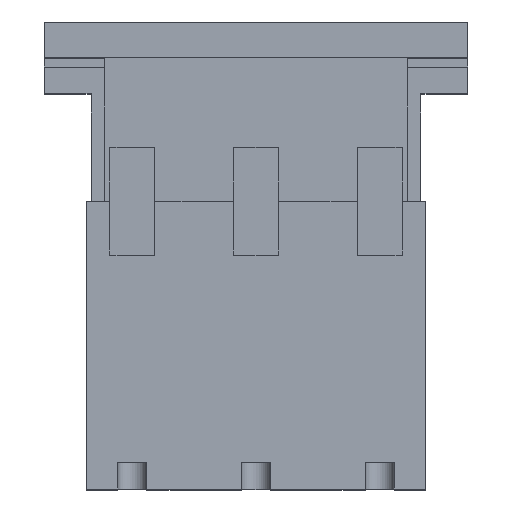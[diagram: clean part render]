
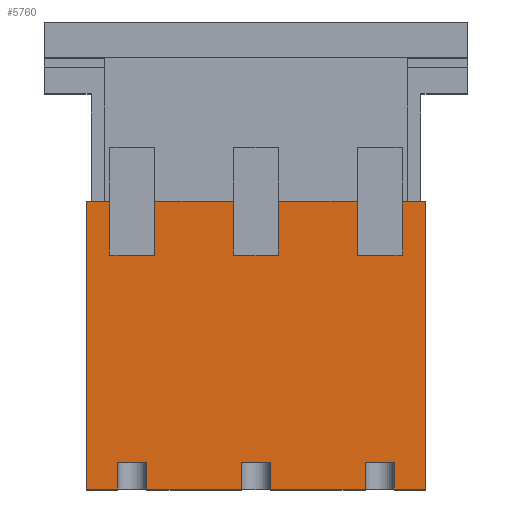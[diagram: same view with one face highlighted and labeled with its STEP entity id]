
A CAD part, top view. The second image highlights one B-rep face of the part: STEP entity #5760.
In plain terms, the highlighted planar face has unit normal (0, 0, 1).
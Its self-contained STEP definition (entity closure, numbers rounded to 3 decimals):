
#5060=CARTESIAN_POINT('POINT61851',(4.128,-124.714,
   78.994));
#5061=VERTEX_POINT('VERTEX61851',#5060);
#5062=CARTESIAN_POINT('POINT61852',(4.128,-132.334,
   78.994));
#5063=VERTEX_POINT('VERTEX61852',#5062);
#5064=CARTESIAN_POINT('POS111185',(4.128,-97.346,78.994
   ));
#5065=DIRECTION('DIR153731',(0.,-1.,0.));
#5066=VECTOR('VEC68639',#5065,25.4);
#5067=LINE('STRAIGHT68639',#5064,#5066);
#5068=EDGE_CURVE('EDGE92691',#5061,#5063,#5067,.T.);
#5097=CARTESIAN_POINT('POINT61853',(-4.128,-124.714,
   78.994));
#5098=VERTEX_POINT('VERTEX61853',#5097);
#5099=CARTESIAN_POINT('POS111189',(0.,-124.714,78.994));
#5100=DIRECTION('DIR153736',(1.,0.,0.));
#5101=VECTOR('VEC68642',#5100,25.4);
#5102=LINE('STRAIGHT68642',#5099,#5101);
#5103=EDGE_CURVE('EDGE92694',#5098,#5061,#5102,.T.);
#5119=CARTESIAN_POINT('POINT61854',(-4.128,-132.334,
   78.994));
#5120=VERTEX_POINT('VERTEX61854',#5119);
#5121=CARTESIAN_POINT('POS111192',(-4.128,-97.346,
   78.994));
#5122=DIRECTION('DIR153740',(0.,1.,0.));
#5123=VECTOR('VEC68644',#5122,25.4);
#5124=LINE('STRAIGHT68644',#5121,#5123);
#5125=EDGE_CURVE('EDGE92696',#5120,#5098,#5124,.T.);
#5143=CARTESIAN_POINT('POINT61855',(-48.006,-50.8,78.994)
   );
#5144=VERTEX_POINT('VERTEX61855',#5143);
#5153=CARTESIAN_POINT('POINT61856',(-48.006,-132.334,
   78.994));
#5154=VERTEX_POINT('VERTEX61856',#5153);
#5161=CARTESIAN_POINT('POS111197',(-48.006,-66.167,78.994
   ));
#5162=DIRECTION('DIR153746',(0.,-1.,0.));
#5163=VECTOR('VEC68648',#5162,25.4);
#5164=LINE('STRAIGHT68648',#5161,#5163);
#5165=EDGE_CURVE('EDGE92700',#5144,#5154,#5164,.T.);
#5175=CARTESIAN_POINT('POINT61857',(-41.402,-50.8,78.994)
   );
#5176=VERTEX_POINT('VERTEX61857',#5175);
#5188=CARTESIAN_POINT('POS111200',(0.,-50.8,78.994));
#5189=DIRECTION('DIR153750',(-1.,0.,0.));
#5190=VECTOR('VEC68650',#5189,25.4);
#5191=LINE('STRAIGHT68650',#5188,#5190);
#5192=EDGE_CURVE('EDGE92702',#5176,#5144,#5191,.T.);
#5203=CARTESIAN_POINT('POINT61858',(-41.402,-66.04,78.994
   ));
#5204=VERTEX_POINT('VERTEX61858',#5203);
#5205=CARTESIAN_POINT('POS111202',(-41.402,-58.484,
   78.994));
#5206=DIRECTION('DIR153753',(0.,1.,0.));
#5207=VECTOR('VEC68651',#5206,25.4);
#5208=LINE('STRAIGHT68651',#5205,#5207);
#5209=EDGE_CURVE('EDGE92703',#5204,#5176,#5208,.T.);
#5229=CARTESIAN_POINT('POINT61859',(-28.702,-66.04,78.994
   ));
#5230=VERTEX_POINT('VERTEX61859',#5229);
#5231=CARTESIAN_POINT('POS111205',(-17.526,-66.04,78.994)
   );
#5232=DIRECTION('DIR153757',(-1.,0.,0.));
#5233=VECTOR('VEC68653',#5232,25.4);
#5234=LINE('STRAIGHT68653',#5231,#5233);
#5235=EDGE_CURVE('EDGE92705',#5230,#5204,#5234,.T.);
#5252=CARTESIAN_POINT('POINT61860',(-28.702,-50.8,78.994)
   );
#5253=VERTEX_POINT('VERTEX61860',#5252);
#5264=CARTESIAN_POINT('POS111209',(-28.702,-58.484,
   78.994));
#5265=DIRECTION('DIR153762',(0.,-1.,0.));
#5266=VECTOR('VEC68656',#5265,25.4);
#5267=LINE('STRAIGHT68656',#5264,#5266);
#5268=EDGE_CURVE('EDGE92708',#5253,#5230,#5267,.T.);
#5278=CARTESIAN_POINT('POINT61861',(-6.35,-50.8,78.994));
#5279=VERTEX_POINT('VERTEX61861',#5278);
#5288=EDGE_CURVE('EDGE92710',#5279,#5253,#5191,.T.);
#5295=CARTESIAN_POINT('POINT61862',(-6.35,-66.04,78.994))
   ;
#5296=VERTEX_POINT('VERTEX61862',#5295);
#5297=CARTESIAN_POINT('POS111212',(-6.35,-58.484,78.994)
   );
#5298=DIRECTION('DIR153766',(0.,1.,0.));
#5299=VECTOR('VEC68658',#5298,25.4);
#5300=LINE('STRAIGHT68658',#5297,#5299);
#5301=EDGE_CURVE('EDGE92711',#5296,#5279,#5300,.T.);
#5320=CARTESIAN_POINT('POINT61863',(6.35,-66.04,78.994));
#5321=VERTEX_POINT('VERTEX61863',#5320);
#5322=CARTESIAN_POINT('POS111215',(0.,-66.04,78.994));
#5323=DIRECTION('DIR153770',(-1.,0.,0.));
#5324=VECTOR('VEC68660',#5323,25.4);
#5325=LINE('STRAIGHT68660',#5322,#5324);
#5326=EDGE_CURVE('EDGE92713',#5321,#5296,#5325,.T.);
#5347=CARTESIAN_POINT('POINT61864',(6.35,-50.8,78.994));
#5348=VERTEX_POINT('VERTEX61864',#5347);
#5349=CARTESIAN_POINT('POS111218',(6.35,-58.484,78.994))
   ;
#5350=DIRECTION('DIR153774',(0.,-1.,0.));
#5351=VECTOR('VEC68662',#5350,25.4);
#5352=LINE('STRAIGHT68662',#5349,#5351);
#5353=EDGE_CURVE('EDGE92715',#5348,#5321,#5352,.T.);
#5369=CARTESIAN_POINT('POINT61865',(28.702,-50.8,78.994))
   ;
#5370=VERTEX_POINT('VERTEX61865',#5369);
#5379=EDGE_CURVE('EDGE92718',#5370,#5348,#5191,.T.);
#5385=CARTESIAN_POINT('POINT61866',(28.702,-66.04,78.994)
   );
#5386=VERTEX_POINT('VERTEX61866',#5385);
#5387=CARTESIAN_POINT('POS111222',(28.702,-58.484,78.994
   ));
#5388=DIRECTION('DIR153779',(0.,1.,0.));
#5389=VECTOR('VEC68665',#5388,25.4);
#5390=LINE('STRAIGHT68665',#5387,#5389);
#5391=EDGE_CURVE('EDGE92719',#5386,#5370,#5390,.T.);
#5411=CARTESIAN_POINT('POINT61867',(41.402,-66.04,78.994)
   );
#5412=VERTEX_POINT('VERTEX61867',#5411);
#5413=CARTESIAN_POINT('POS111225',(17.526,-66.04,78.994))
   ;
#5414=DIRECTION('DIR153783',(-1.,0.,0.));
#5415=VECTOR('VEC68667',#5414,25.4);
#5416=LINE('STRAIGHT68667',#5413,#5415);
#5417=EDGE_CURVE('EDGE92721',#5412,#5386,#5416,.T.);
#5434=CARTESIAN_POINT('POINT61868',(41.402,-50.8,78.994))
   ;
#5435=VERTEX_POINT('VERTEX61868',#5434);
#5446=CARTESIAN_POINT('POS111229',(41.402,-58.484,78.994
   ));
#5447=DIRECTION('DIR153788',(0.,-1.,0.));
#5448=VECTOR('VEC68670',#5447,25.4);
#5449=LINE('STRAIGHT68670',#5446,#5448);
#5450=EDGE_CURVE('EDGE92724',#5435,#5412,#5449,.T.);
#5461=CARTESIAN_POINT('POINT61869',(48.006,-50.8,78.994))
   ;
#5462=VERTEX_POINT('VERTEX61869',#5461);
#5463=EDGE_CURVE('EDGE92725',#5462,#5435,#5191,.T.);
#5479=CARTESIAN_POINT('POINT61870',(48.006,-132.334,
   78.994));
#5480=VERTEX_POINT('VERTEX61870',#5479);
#5481=CARTESIAN_POINT('POS111232',(48.006,-66.167,78.994)
   );
#5482=DIRECTION('DIR153792',(0.,1.,0.));
#5483=VECTOR('VEC68672',#5482,25.4);
#5484=LINE('STRAIGHT68672',#5481,#5483);
#5485=EDGE_CURVE('EDGE92727',#5480,#5462,#5484,.T.);
#5503=CARTESIAN_POINT('POINT61871',(39.18,-124.714,
   78.994));
#5504=VERTEX_POINT('VERTEX61871',#5503);
#5505=CARTESIAN_POINT('POINT61872',(39.18,-132.334,
   78.994));
#5506=VERTEX_POINT('VERTEX61872',#5505);
#5507=CARTESIAN_POINT('POS111235',(39.18,-97.346,
   78.994));
#5508=DIRECTION('DIR153796',(0.,-1.,0.));
#5509=VECTOR('VEC68674',#5508,25.4);
#5510=LINE('STRAIGHT68674',#5507,#5509);
#5511=EDGE_CURVE('EDGE92729',#5504,#5506,#5510,.T.);
#5540=CARTESIAN_POINT('POINT61873',(30.925,-124.714,
   78.994));
#5541=VERTEX_POINT('VERTEX61873',#5540);
#5542=CARTESIAN_POINT('POS111239',(17.526,-124.714,78.994
   ));
#5543=DIRECTION('DIR153801',(1.,0.,0.));
#5544=VECTOR('VEC68677',#5543,25.4);
#5545=LINE('STRAIGHT68677',#5542,#5544);
#5546=EDGE_CURVE('EDGE92732',#5541,#5504,#5545,.T.);
#5562=CARTESIAN_POINT('POINT61874',(30.925,-132.334,
   78.994));
#5563=VERTEX_POINT('VERTEX61874',#5562);
#5564=CARTESIAN_POINT('POS111242',(30.925,-97.346,
   78.994));
#5565=DIRECTION('DIR153805',(0.,1.,0.));
#5566=VECTOR('VEC68679',#5565,25.4);
#5567=LINE('STRAIGHT68679',#5564,#5566);
#5568=EDGE_CURVE('EDGE92734',#5563,#5541,#5567,.T.);
#5589=CARTESIAN_POINT('POS111245',(0.,-132.334,78.994));
#5590=DIRECTION('DIR153809',(1.,0.,0.));
#5591=VECTOR('VEC68681',#5590,25.4);
#5592=LINE('STRAIGHT68681',#5589,#5591);
#5593=EDGE_CURVE('EDGE92736',#5063,#5563,#5592,.T.);
#5598=CARTESIAN_POINT('POINT61875',(-30.925,-132.334,
   78.994));
#5599=VERTEX_POINT('VERTEX61875',#5598);
#5600=EDGE_CURVE('EDGE92737',#5599,#5120,#5592,.T.);
#5619=CARTESIAN_POINT('POINT61878',(-39.18,-132.334,
   78.994));
#5620=VERTEX_POINT('VERTEX61878',#5619);
#5627=EDGE_CURVE('EDGE92741',#5154,#5620,#5592,.T.);
#5632=EDGE_CURVE('EDGE92742',#5506,#5480,#5592,.T.);
#5682=CARTESIAN_POINT('POINT61881',(-39.18,-124.714,
   78.994));
#5683=VERTEX_POINT('VERTEX61881',#5682);
#5684=CARTESIAN_POINT('POS111254',(-39.18,-97.346,
   78.994));
#5685=DIRECTION('DIR153822',(0.,1.,0.));
#5686=VECTOR('VEC68686',#5685,25.4);
#5687=LINE('STRAIGHT68686',#5684,#5686);
#5688=EDGE_CURVE('EDGE92747',#5620,#5683,#5687,.T.);
#5713=ORIENTED_EDGE('COEDGE185467',*,*,#5568,.T.);
#5714=ORIENTED_EDGE('COEDGE185468',*,*,#5546,.T.);
#5715=ORIENTED_EDGE('COEDGE185469',*,*,#5511,.T.);
#5716=ORIENTED_EDGE('COEDGE185470',*,*,#5632,.T.);
#5717=ORIENTED_EDGE('COEDGE185471',*,*,#5485,.T.);
#5718=ORIENTED_EDGE('COEDGE185472',*,*,#5463,.T.);
#5719=ORIENTED_EDGE('COEDGE185473',*,*,#5450,.T.);
#5720=ORIENTED_EDGE('COEDGE185474',*,*,#5417,.T.);
#5721=ORIENTED_EDGE('COEDGE185475',*,*,#5391,.T.);
#5722=ORIENTED_EDGE('COEDGE185476',*,*,#5379,.T.);
#5723=ORIENTED_EDGE('COEDGE185477',*,*,#5353,.T.);
#5724=ORIENTED_EDGE('COEDGE185478',*,*,#5326,.T.);
#5725=ORIENTED_EDGE('COEDGE185479',*,*,#5301,.T.);
#5726=ORIENTED_EDGE('COEDGE185480',*,*,#5288,.T.);
#5727=ORIENTED_EDGE('COEDGE185481',*,*,#5268,.T.);
#5728=ORIENTED_EDGE('COEDGE185482',*,*,#5235,.T.);
#5729=ORIENTED_EDGE('COEDGE185483',*,*,#5209,.T.);
#5730=ORIENTED_EDGE('COEDGE185484',*,*,#5192,.T.);
#5731=ORIENTED_EDGE('COEDGE185485',*,*,#5165,.T.);
#5732=ORIENTED_EDGE('COEDGE185486',*,*,#5627,.T.);
#5733=ORIENTED_EDGE('COEDGE185487',*,*,#5688,.T.);
#5734=CARTESIAN_POINT('POINT61883',(-30.925,-124.714,
   78.994));
#5735=VERTEX_POINT('VERTEX61883',#5734);
#5736=CARTESIAN_POINT('POS111258',(-17.526,-124.714,
   78.994));
#5737=DIRECTION('DIR153827',(1.,0.,0.));
#5738=VECTOR('VEC68689',#5737,25.4);
#5739=LINE('STRAIGHT68689',#5736,#5738);
#5740=EDGE_CURVE('EDGE92750',#5683,#5735,#5739,.T.);
#5741=ORIENTED_EDGE('COEDGE185488',*,*,#5740,.T.);
#5742=CARTESIAN_POINT('POS111259',(-30.925,-97.346,
   78.994));
#5743=DIRECTION('DIR153828',(0.,-1.,0.));
#5744=VECTOR('VEC68690',#5743,25.4);
#5745=LINE('STRAIGHT68690',#5742,#5744);
#5746=EDGE_CURVE('EDGE92751',#5735,#5599,#5745,.T.);
#5747=ORIENTED_EDGE('COEDGE185489',*,*,#5746,.T.);
#5748=ORIENTED_EDGE('COEDGE185490',*,*,#5600,.T.);
#5749=ORIENTED_EDGE('COEDGE185491',*,*,#5125,.T.);
#5750=ORIENTED_EDGE('COEDGE185492',*,*,#5103,.T.);
#5751=ORIENTED_EDGE('COEDGE185493',*,*,#5068,.T.);
#5752=ORIENTED_EDGE('COEDGE185494',*,*,#5593,.T.);
#5753=EDGE_LOOP('NONE',(#5713,#5714,#5715,#5716,#5717,#5718,#5719,#5720,
   #5721,#5722,#5723,#5724,#5725,#5726,#5727,#5728,#5729,#5730,#5731,
   #5732,#5733,#5741,#5747,#5748,#5749,#5750,#5751,#5752));
#5754=FACE_BOUND('LOOP1',#5753,.T.);
#5755=CARTESIAN_POINT('POS111260',(0.,-66.167,78.994));
#5756=DIRECTION('DIR153829',(0.,0.,1.));
#5757=DIRECTION('DIR153830',(1.,0.,0.));
#5758=AXIS2_PLACEMENT_3D('AXIS42570',#5755,#5756,#5757);
#5759=PLANE('PLANE24651',#5758);
#5760=ADVANCED_FACE('FACE35803',(#5754),#5759,.T.);
